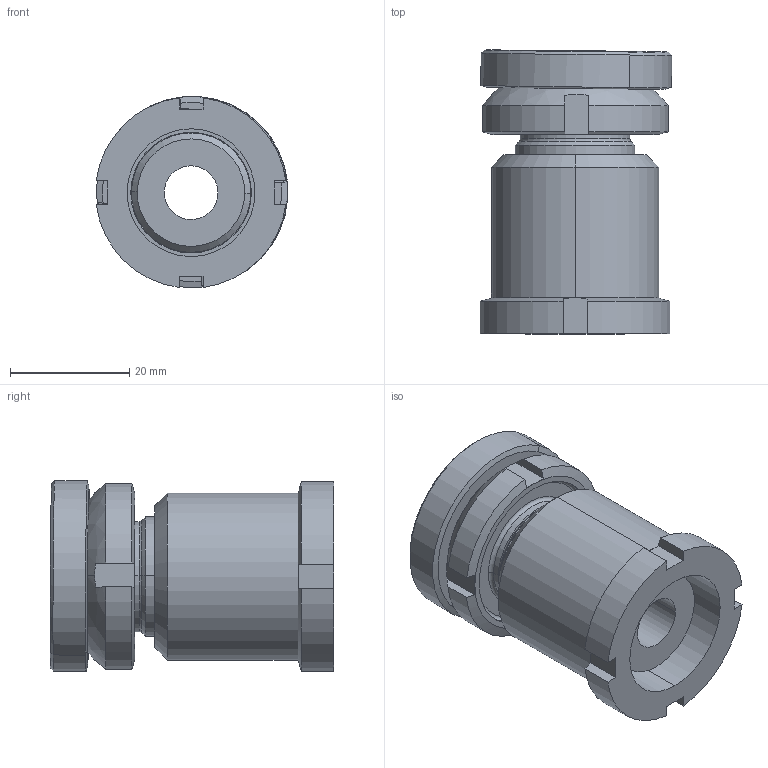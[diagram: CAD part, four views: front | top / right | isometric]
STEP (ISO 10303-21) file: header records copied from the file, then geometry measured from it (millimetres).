
FILE_DESCRIPTION (( 'STEP AP214' ), '1' );
FILE_NAME ('KVS 20-9 0-0.STEP', '2015-10-09T10:41:08', ( '' ), ( '' ), 'SwSTEP 2.0', 'SolidWorks 2015', '' );
FILE_SCHEMA (( 'AUTOMOTIVE_DESIGN' ));
Length unit declared in the file: millimetre
Products named in the file (4): HVS 20 2-0 A1; KVS 20-9 0-0; KVS 20-9 1-0 A1; KAS 20 2-0 A1
Assembly tree (3 placements, depth 2):
  KVS 20-9 0-0
    HVS 20 2-0 A1
    KAS 20 2-0 A1
    KVS 20-9 1-0 A1
Bounding box: 32.06 x 47.55 x 31.97 mm (x, y, z)
Volume: 24744.7 mm3; surface area: 12995.4 mm2
Topology: 3 solids, 3 shells, 104 faces, 240 edges, 148 vertices
Faces by surface type: plane 36, cylinder 34, cone 24, torus 6, sphere 4
Entity records: 3248 total; most frequent: CARTESIAN_POINT 642, DIRECTION 550, ORIENTED_EDGE 480, EDGE_CURVE 240, AXIS2_PLACEMENT_3D 232, VERTEX_POINT 148, CIRCLE 122, EDGE_LOOP 116
